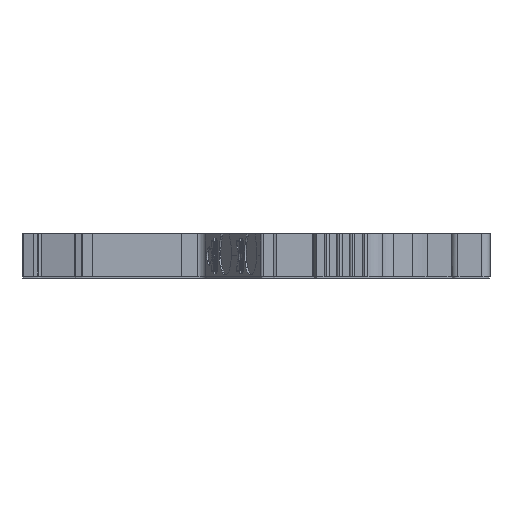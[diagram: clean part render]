
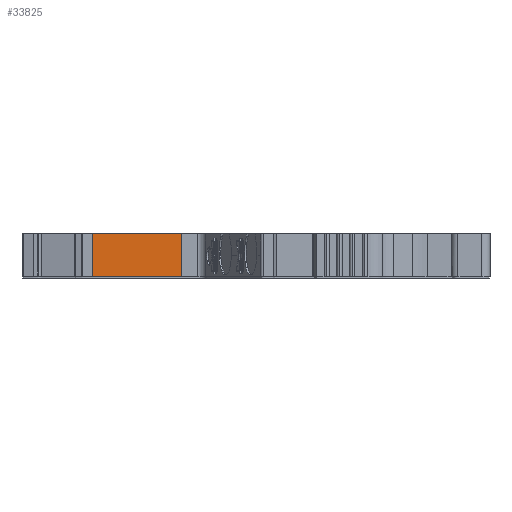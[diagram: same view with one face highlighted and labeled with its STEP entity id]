
A CAD part, left-side view. The second image highlights one B-rep face of the part: STEP entity #33825.
In plain terms, the highlighted planar face has unit normal (-1, 0, 0).
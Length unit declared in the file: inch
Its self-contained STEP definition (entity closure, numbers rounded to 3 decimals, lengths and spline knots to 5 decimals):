
#754 = DIRECTION ( 'NONE',  ( 0., 0., 1. ) ) ;
#1877 = ORIENTED_EDGE ( 'NONE', *, *, #9896, .F. ) ;
#3280 = AXIS2_PLACEMENT_3D ( 'NONE', #34734, #16678, #12907 ) ;
#3631 = DIRECTION ( 'NONE',  ( 0., 1., 0. ) ) ;
#4477 = EDGE_CURVE ( 'NONE', #12490, #6060, #37651, .T. ) ;
#6012 = CARTESIAN_POINT ( 'NONE',  ( -1.13982, -0.45205, 0.20276 ) ) ;
#6060 = VERTEX_POINT ( 'NONE', #23541 ) ;
#6263 = CARTESIAN_POINT ( 'NONE',  ( -1.13982, 0., 0.20276 ) ) ;
#6333 = VECTOR ( 'NONE', #8702, 39.37008 ) ;
#8702 = DIRECTION ( 'NONE',  ( 0., 0., -1. ) ) ;
#9814 = DIRECTION ( 'NONE',  ( 0., -1., 0. ) ) ;
#9896 = EDGE_CURVE ( 'NONE', #17970, #12490, #27656, .T. ) ;
#11679 = LINE ( 'NONE', #21215, #6333 ) ;
#12490 = VERTEX_POINT ( 'NONE', #15196 ) ;
#12907 = DIRECTION ( 'NONE',  ( 0., 0., -1. ) ) ;
#13300 = FACE_OUTER_BOUND ( 'NONE', #21542, .T. ) ;
#14046 = ORIENTED_EDGE ( 'NONE', *, *, #19575, .F. ) ;
#15196 = CARTESIAN_POINT ( 'NONE',  ( -1.13982, -0.04781, 0.00591 ) ) ;
#16544 = ORIENTED_EDGE ( 'NONE', *, *, #20780, .F. ) ;
#16678 = DIRECTION ( 'NONE',  ( 1., 0., 0. ) ) ;
#16695 = VERTEX_POINT ( 'NONE', #6012 ) ;
#17970 = VERTEX_POINT ( 'NONE', #30038 ) ;
#19482 = VECTOR ( 'NONE', #3631, 39.37008 ) ;
#19575 = EDGE_CURVE ( 'NONE', #6060, #16695, #21547, .T. ) ;
#20780 = EDGE_CURVE ( 'NONE', #16695, #17970, #11679, .T. ) ;
#21215 = CARTESIAN_POINT ( 'NONE',  ( -1.13982, -0.45205, -0.40829 ) ) ;
#21542 = EDGE_LOOP ( 'NONE', ( #16544, #14046, #27729, #1877 ) ) ;
#21547 = LINE ( 'NONE', #6263, #39124 ) ;
#23541 = CARTESIAN_POINT ( 'NONE',  ( -1.13982, -0.04781, 0.20276 ) ) ;
#27656 = LINE ( 'NONE', #31395, #19482 ) ;
#27729 = ORIENTED_EDGE ( 'NONE', *, *, #4477, .F. ) ;
#28526 = CARTESIAN_POINT ( 'NONE',  ( -1.13982, -0.04781, -0.40829 ) ) ;
#30038 = CARTESIAN_POINT ( 'NONE',  ( -1.13982, -0.45205, 0.00591 ) ) ;
#30980 = PLANE ( 'NONE',  #3280 ) ;
#31395 = CARTESIAN_POINT ( 'NONE',  ( -1.13982, -1.69186, 0.00591 ) ) ;
#33825 = ADVANCED_FACE ( 'NONE', ( #13300 ), #30980, .F. ) ;
#34734 = CARTESIAN_POINT ( 'NONE',  ( -1.13982, -0.04781, -0.40829 ) ) ;
#37651 = LINE ( 'NONE', #28526, #38065 ) ;
#38065 = VECTOR ( 'NONE', #754, 39.37008 ) ;
#39124 = VECTOR ( 'NONE', #9814, 39.37008 ) ;
